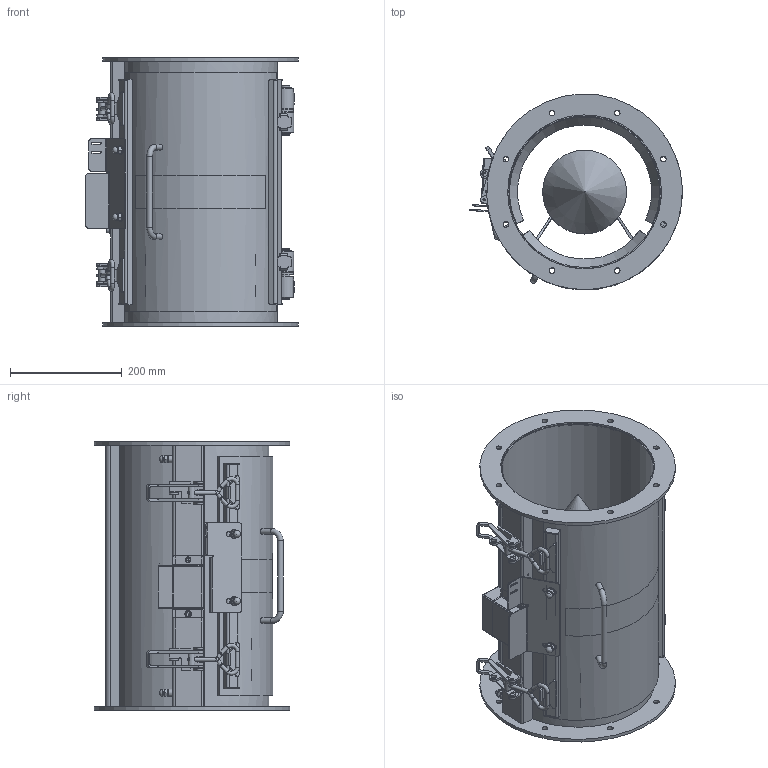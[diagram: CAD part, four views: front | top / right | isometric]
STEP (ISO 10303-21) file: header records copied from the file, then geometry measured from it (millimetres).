
FILE_DESCRIPTION(/* description */ (''),/* implementation_level */ '2;1');
FILE_NAME(/* name */ 'SPPF000161.stp',/* time_stamp */ '2018-06-15T12:58:59+02:00',/* author */ ('pw'),/* organization */ (''),/* preprocessor_version */ 'ST-DEVELOPER v16.5',/* originating_system */ 'Autodesk Inventor 2017',/* authorisation */ '');
FILE_SCHEMA (('AUTOMOTIVE_DESIGN { 1 0 10303 214 3 1 1 }'));
Length unit declared in the file: millimetre
Products named in the file (1): SPPF000161
Bounding box: 380.4 x 349.67 x 480 mm (x, y, z)
Volume: 2944800.3 mm3; surface area: 1766389.6 mm2
Topology: 15 solids, 19 shells, 1133 faces, 2951 edges, 1850 vertices
Faces by surface type: plane 629, cylinder 360, cone 109, torus 20, bspline 10, sphere 5
Full cylindrical faces by diameter (mm): 1.7 x6, 2.459 x2, 3 x4, 3.242 x2, 4 x8, 4.917 x2, 6 x6, 6.3 x2, 6.4 x1, 6.6 x2, 6.647 x4, 7 x12, 8 x6, 8.376 x1, 8.4 x2, 8.5 x2, 10 x24, 10.106 x4, 10.5 x1, 12 x5, 12.5 x4, 13 x3, 13.5 x4, 15.2 x4, 15.6 x1, 16 x9, 16.2 x1, 19 x2, 20 x1, 26 x1
Entity records: 35771 total; most frequent: CARTESIAN_POINT 7983, DIRECTION 5549, ORIENTED_EDGE 5260, EDGE_CURVE 2603, AXIS2_PLACEMENT_3D 2031, VERTEX_POINT 1747, EDGE_LOOP 1581, LINE 1487
